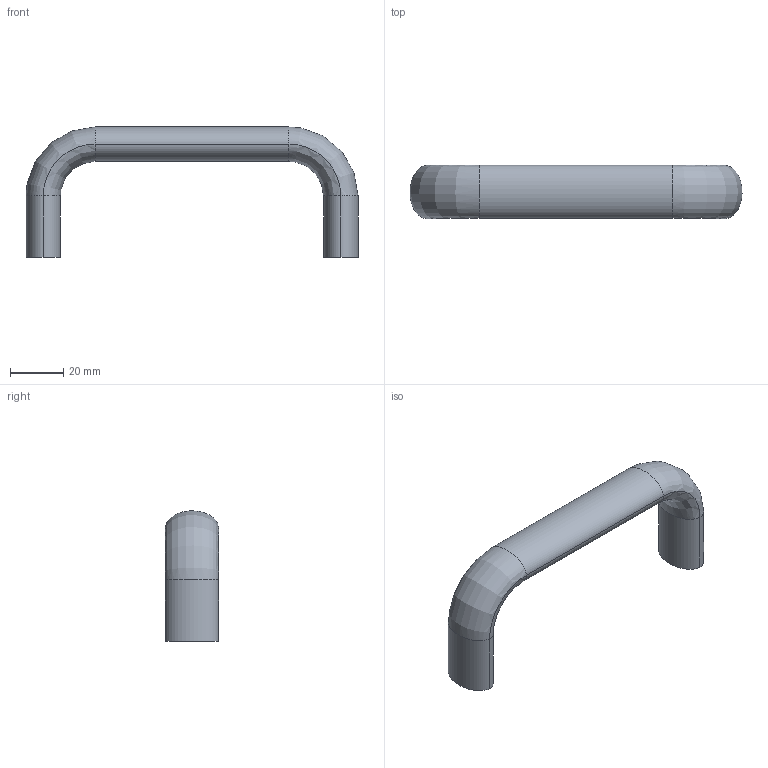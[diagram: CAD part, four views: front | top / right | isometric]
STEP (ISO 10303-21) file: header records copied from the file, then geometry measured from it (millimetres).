
FILE_DESCRIPTION(('STEP AP214'),'1');
FILE_NAME(' ',' ',('TraceParts'),('TraceParts S.A.'),'XStep 1.0',' ',' ');
FILE_SCHEMA(('automotive_design'));
Length unit declared in the file: millimetre
Products named in the file (1): 1
Bounding box: 124.97 x 20 x 48.99 mm (x, y, z)
Volume: 36321.5 mm3; surface area: 10257.1 mm2
Topology: 1 solids, 1 shells, 34 faces, 70 edges, 38 vertices
Faces by surface type: cone 12, cylinder 8, bspline 6, revolution 4, plane 4
Entity records: 1023 total; most frequent: CARTESIAN_POINT 309, DIRECTION 160, ORIENTED_EDGE 132, EDGE_CURVE 66, AXIS2_PLACEMENT_3D 65, EDGE_LOOP 38, VERTEX_POINT 38, ADVANCED_FACE 34
